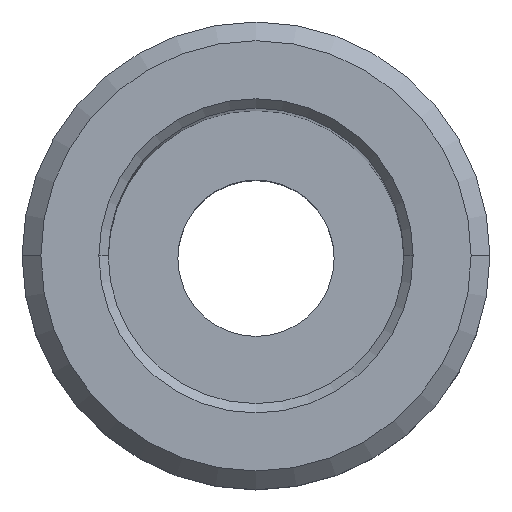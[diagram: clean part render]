
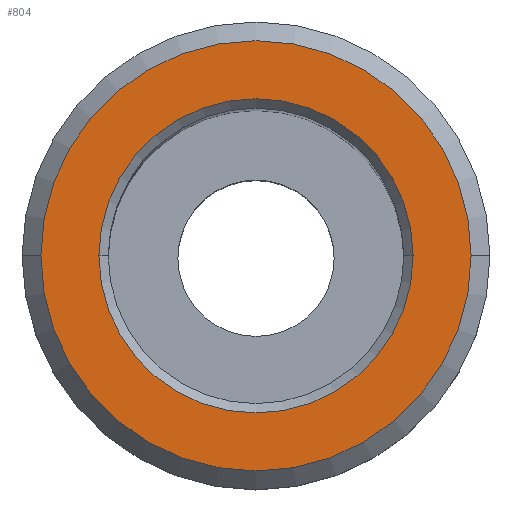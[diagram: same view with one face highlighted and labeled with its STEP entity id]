
A CAD part, top view. The second image highlights one B-rep face of the part: STEP entity #804.
In plain terms, the highlighted planar face has unit normal (0, 0, 1).
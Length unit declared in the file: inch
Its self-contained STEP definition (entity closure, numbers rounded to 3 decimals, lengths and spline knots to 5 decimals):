
#21 = VERTEX_POINT ( 'NONE', #306 ) ;
#87 = CARTESIAN_POINT ( 'NONE',  ( 0.34402, 0., 0. ) ) ;
#124 = AXIS2_PLACEMENT_3D ( 'NONE', #619, #205, #1035 ) ;
#125 = AXIS2_PLACEMENT_3D ( 'NONE', #422, #349, #436 ) ;
#203 = DIRECTION ( 'NONE',  ( -1., 0., 0. ) ) ;
#205 = DIRECTION ( 'NONE',  ( 0., 0., -1. ) ) ;
#242 = FACE_BOUND ( 'NONE', #490, .T. ) ;
#247 = AXIS2_PLACEMENT_3D ( 'NONE', #910, #498, #399 ) ;
#248 = VERTEX_POINT ( 'NONE', #87 ) ;
#277 = ORIENTED_EDGE ( 'NONE', *, *, #556, .T. ) ;
#279 = CARTESIAN_POINT ( 'NONE',  ( -0.34402, 0., 0. ) ) ;
#292 = EDGE_CURVE ( 'NONE', #620, #21, #700, .T. ) ;
#306 = CARTESIAN_POINT ( 'NONE',  ( 0.25122, 0., 0. ) ) ;
#308 = VERTEX_POINT ( 'NONE', #279 ) ;
#317 = AXIS2_PLACEMENT_3D ( 'NONE', #852, #706, #203 ) ;
#324 = EDGE_CURVE ( 'NONE', #21, #620, #458, .T. ) ;
#349 = DIRECTION ( 'NONE',  ( 0., 0., 1. ) ) ;
#399 = DIRECTION ( 'NONE',  ( -1., 0., 0. ) ) ;
#422 = CARTESIAN_POINT ( 'NONE',  ( 0., 0., 0. ) ) ;
#434 = ORIENTED_EDGE ( 'NONE', *, *, #292, .T. ) ;
#436 = DIRECTION ( 'NONE',  ( -1., 0., 0. ) ) ;
#458 = CIRCLE ( 'NONE', #317, 0.25122 ) ;
#471 = CIRCLE ( 'NONE', #530, 0.34402 ) ;
#479 = FACE_OUTER_BOUND ( 'NONE', #877, .T. ) ;
#490 = EDGE_LOOP ( 'NONE', ( #798, #434 ) ) ;
#498 = DIRECTION ( 'NONE',  ( 0., 0., -1. ) ) ;
#530 = AXIS2_PLACEMENT_3D ( 'NONE', #745, #821, #598 ) ;
#556 = EDGE_CURVE ( 'NONE', #308, #248, #471, .T. ) ;
#580 = PLANE ( 'NONE',  #247 ) ;
#587 = EDGE_CURVE ( 'NONE', #248, #308, #1022, .T. ) ;
#598 = DIRECTION ( 'NONE',  ( -1., 0., 0. ) ) ;
#619 = CARTESIAN_POINT ( 'NONE',  ( 0., 0., 0. ) ) ;
#620 = VERTEX_POINT ( 'NONE', #1004 ) ;
#700 = CIRCLE ( 'NONE', #124, 0.25122 ) ;
#706 = DIRECTION ( 'NONE',  ( 0., 0., -1. ) ) ;
#720 = ORIENTED_EDGE ( 'NONE', *, *, #587, .T. ) ;
#745 = CARTESIAN_POINT ( 'NONE',  ( 0., 0., 0. ) ) ;
#798 = ORIENTED_EDGE ( 'NONE', *, *, #324, .T. ) ;
#804 = ADVANCED_FACE ( 'NONE', ( #479, #242 ), #580, .F. ) ;
#821 = DIRECTION ( 'NONE',  ( 0., 0., 1. ) ) ;
#852 = CARTESIAN_POINT ( 'NONE',  ( 0., 0., 0. ) ) ;
#877 = EDGE_LOOP ( 'NONE', ( #277, #720 ) ) ;
#910 = CARTESIAN_POINT ( 'NONE',  ( 0., 0.37402, 0. ) ) ;
#1004 = CARTESIAN_POINT ( 'NONE',  ( -0.25122, 0., 0. ) ) ;
#1022 = CIRCLE ( 'NONE', #125, 0.34402 ) ;
#1035 = DIRECTION ( 'NONE',  ( -1., 0., 0. ) ) ;
